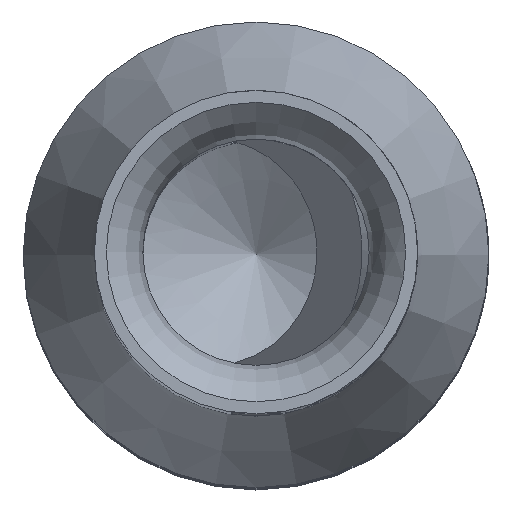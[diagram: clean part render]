
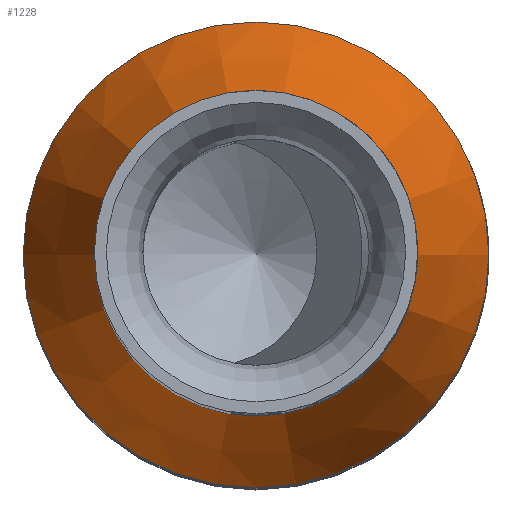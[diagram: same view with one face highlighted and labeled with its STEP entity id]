
A CAD part, top view. The second image highlights one B-rep face of the part: STEP entity #1228.
In plain terms, the highlighted conical face has half-angle 21.918 degrees and reference radius 1.75 mm.
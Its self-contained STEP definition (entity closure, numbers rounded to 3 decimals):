
#900=CONICAL_SURFACE('',#4248,1.75,21.918);
#1228=ADVANCED_FACE('',(#1376,#1377),#900,.T.);
#1376=FACE_BOUND('',#1545,.T.);
#1377=FACE_BOUND('',#1546,.T.);
#1545=EDGE_LOOP('',(#2137));
#1546=EDGE_LOOP('',(#2138));
#2137=ORIENTED_EDGE('',*,*,#2744,.T.);
#2138=ORIENTED_EDGE('',*,*,#2745,.F.);
#2429=VERTEX_POINT('',#6667);
#2430=VERTEX_POINT('',#6669);
#2744=EDGE_CURVE('',#2429,#2429,#2931,.T.);
#2745=EDGE_CURVE('',#2430,#2430,#2932,.T.);
#2931=CIRCLE('',#4246,1.);
#2932=CIRCLE('',#4247,1.75);
#4246=AXIS2_PLACEMENT_3D('',#6666,#4982,#4983);
#4247=AXIS2_PLACEMENT_3D('',#6668,#4984,#4985);
#4248=AXIS2_PLACEMENT_3D('',#6670,#4986,#4987);
#4982=DIRECTION('',(0.,0.,-1.));
#4983=DIRECTION('',(-1.,0.,0.));
#4984=DIRECTION('',(0.,0.,-1.));
#4985=DIRECTION('',(-1.,0.,0.));
#4986=DIRECTION('',(0.,0.,-1.));
#4987=DIRECTION('',(-1.,0.,0.));
#6666=CARTESIAN_POINT('',(0.,0.,11.55));
#6667=CARTESIAN_POINT('',(-1.,0.,11.55));
#6668=CARTESIAN_POINT('',(0.,0.,9.686));
#6669=CARTESIAN_POINT('',(-1.75,0.,9.686));
#6670=CARTESIAN_POINT('',(0.,0.,9.686));
